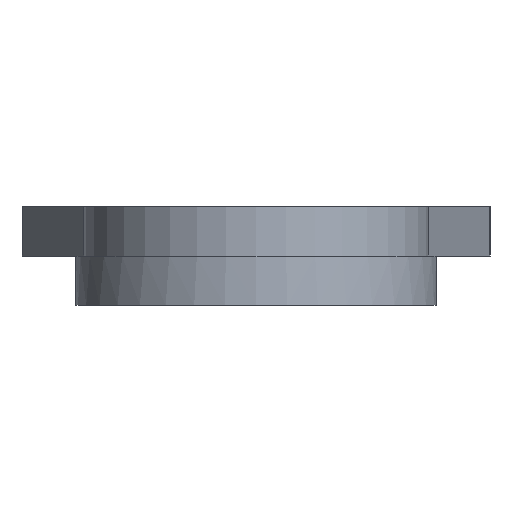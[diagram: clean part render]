
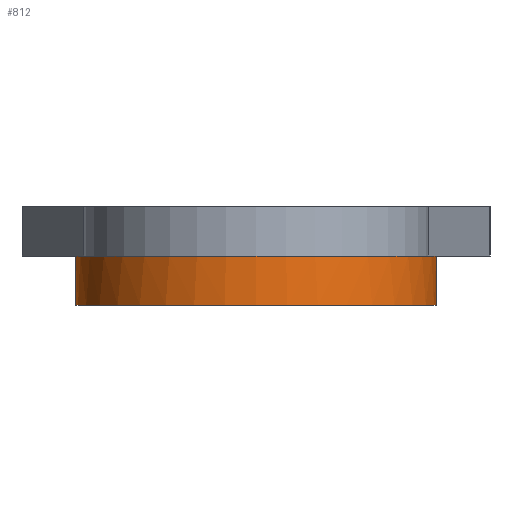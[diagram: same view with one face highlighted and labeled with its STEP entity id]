
A CAD part, left-side view. The second image highlights one B-rep face of the part: STEP entity #812.
In plain terms, the highlighted cylindrical face has radius 11 mm (diameter 22 mm), a full revolution.
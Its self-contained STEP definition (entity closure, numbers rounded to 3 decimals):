
#20=CYLINDRICAL_SURFACE('',#877,11.);
#55=CIRCLE('',#878,11.);
#56=CIRCLE('',#879,11.);
#57=CIRCLE('',#880,11.);
#58=CIRCLE('',#881,11.);
#75=FACE_OUTER_BOUND('',#126,.T.);
#126=EDGE_LOOP('',(#631,#632,#633,#634,#635,#636));
#215=LINE('',#1251,#311);
#311=VECTOR('',#1018,11.);
#404=VERTEX_POINT('',#1248);
#405=VERTEX_POINT('',#1250);
#406=VERTEX_POINT('',#1252);
#407=VERTEX_POINT('',#1254);
#492=EDGE_CURVE('',#404,#404,#55,.T.);
#493=EDGE_CURVE('',#404,#405,#215,.T.);
#494=EDGE_CURVE('',#406,#405,#56,.T.);
#495=EDGE_CURVE('',#407,#406,#57,.T.);
#496=EDGE_CURVE('',#405,#407,#58,.T.);
#631=ORIENTED_EDGE('',*,*,#492,.F.);
#632=ORIENTED_EDGE('',*,*,#493,.T.);
#633=ORIENTED_EDGE('',*,*,#494,.F.);
#634=ORIENTED_EDGE('',*,*,#495,.F.);
#635=ORIENTED_EDGE('',*,*,#496,.F.);
#636=ORIENTED_EDGE('',*,*,#493,.F.);
#812=ADVANCED_FACE('',(#75),#20,.T.);
#877=AXIS2_PLACEMENT_3D('',#1247,#1014,#1015);
#878=AXIS2_PLACEMENT_3D('',#1249,#1016,#1017);
#879=AXIS2_PLACEMENT_3D('',#1253,#1019,#1020);
#880=AXIS2_PLACEMENT_3D('',#1255,#1021,#1022);
#881=AXIS2_PLACEMENT_3D('',#1256,#1023,#1024);
#1014=DIRECTION('center_axis',(0.,0.,-1.));
#1015=DIRECTION('ref_axis',(1.,0.,0.));
#1016=DIRECTION('center_axis',(0.,0.,-1.));
#1017=DIRECTION('ref_axis',(1.,0.,0.));
#1018=DIRECTION('',(0.,0.,1.));
#1019=DIRECTION('center_axis',(0.,0.,1.));
#1020=DIRECTION('ref_axis',(1.,0.,0.));
#1021=DIRECTION('center_axis',(0.,0.,1.));
#1022=DIRECTION('ref_axis',(1.,0.,0.));
#1023=DIRECTION('center_axis',(0.,0.,1.));
#1024=DIRECTION('ref_axis',(1.,0.,0.));
#1247=CARTESIAN_POINT('Origin',(-36.,0.,0.));
#1248=CARTESIAN_POINT('',(-47.,0.,-3.));
#1249=CARTESIAN_POINT('Origin',(-36.,0.,-3.));
#1250=CARTESIAN_POINT('',(-47.,0.,0.));
#1251=CARTESIAN_POINT('',(-47.,0.,0.));
#1252=CARTESIAN_POINT('',(-34.912,10.946,0.));
#1253=CARTESIAN_POINT('Origin',(-36.,0.,0.));
#1254=CARTESIAN_POINT('',(-34.912,-10.946,0.));
#1255=CARTESIAN_POINT('Origin',(-36.,0.,0.));
#1256=CARTESIAN_POINT('Origin',(-36.,0.,0.));
